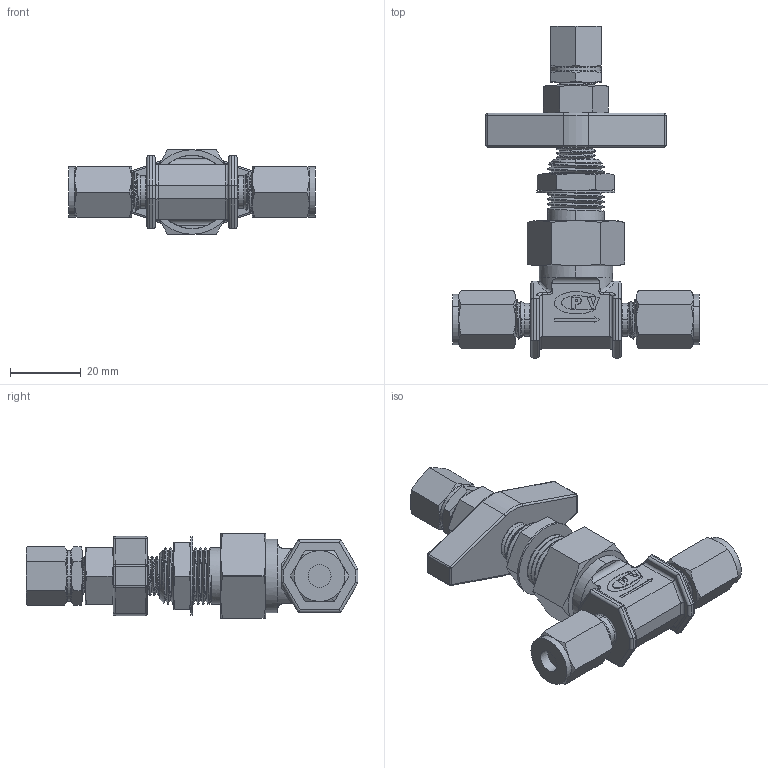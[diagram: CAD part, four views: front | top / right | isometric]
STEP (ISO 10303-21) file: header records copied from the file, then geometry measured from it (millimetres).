
FILE_DESCRIPTION (( 'STEP AP214' ), '1' );
FILE_NAME ('980-A-1-SS.STEP', '2018-01-31T15:58:38', ( '' ), ( '' ), 'SwSTEP 2.0', 'SolidWorks 2018', '' );
FILE_SCHEMA (( 'AUTOMOTIVE_DESIGN' ));
Length unit declared in the file: inch
Products named in the file (1): 980-A-1-SS
Bounding box: 69.62 x 93.6 x 23.81 mm (x, y, z)
Volume: 64274.5 mm3; surface area: 31140.6 mm2
Topology: 12 solids, 13 shells, 971 faces, 2389 edges, 1406 vertices
Faces by surface type: cylinder 339, cone 206, plane 201, bspline 131, torus 78, sphere 16
Entity records: 68117 total; most frequent: CARTESIAN_POINT 45697, ORIENTED_EDGE 4646, DIRECTION 3583, EDGE_CURVE 2323, AXIS2_PLACEMENT_3D 1450, VERTEX_POINT 1406, EDGE_LOOP 1003, FACE_OUTER_BOUND 971
